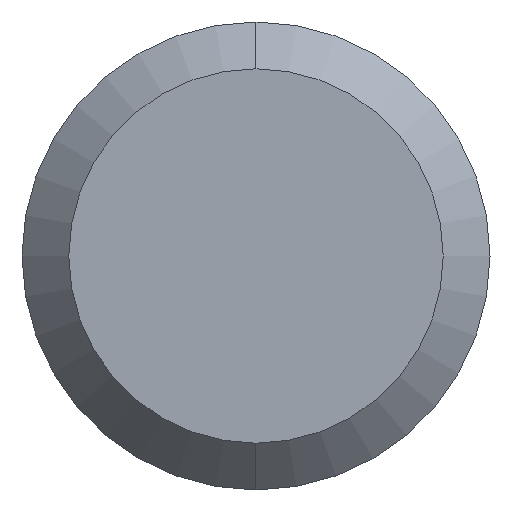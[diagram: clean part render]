
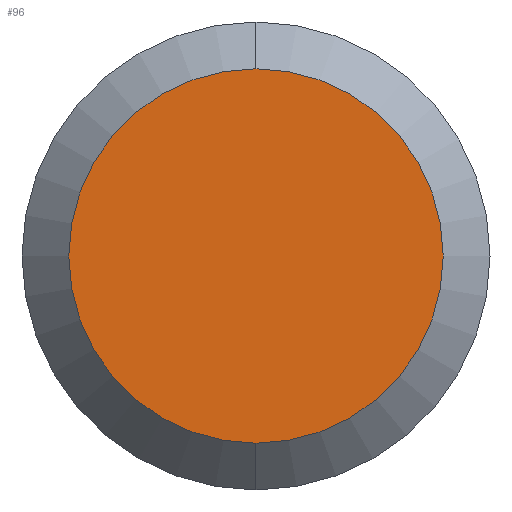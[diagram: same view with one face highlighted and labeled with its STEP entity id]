
A CAD part, left-side view. The second image highlights one B-rep face of the part: STEP entity #96.
In plain terms, the highlighted planar face has unit normal (-1, 0, 0).
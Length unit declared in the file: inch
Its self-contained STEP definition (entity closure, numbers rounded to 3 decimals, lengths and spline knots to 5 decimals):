
#9 = VERTEX_POINT ( 'NONE', #130 ) ;
#13 = VERTEX_POINT ( 'NONE', #154 ) ;
#14 = EDGE_CURVE ( 'NONE', #13, #9, #72, .T. ) ;
#46 = DIRECTION ( 'NONE',  ( 0., 0., -1. ) ) ;
#47 = DIRECTION ( 'NONE',  ( -1., 0., 0. ) ) ;
#48 = CARTESIAN_POINT ( 'NONE',  ( -1.5, 0., 0. ) ) ;
#49 = AXIS2_PLACEMENT_3D ( 'NONE', #48, #47, #46 ) ;
#68 = DIRECTION ( 'NONE',  ( 0., 0., -1. ) ) ;
#69 = DIRECTION ( 'NONE',  ( -1., 0., 0. ) ) ;
#70 = CARTESIAN_POINT ( 'NONE',  ( -1.5, 0., 0. ) ) ;
#71 = AXIS2_PLACEMENT_3D ( 'NONE', #70, #69, #68 ) ;
#72 = CIRCLE ( 'NONE', #71, 0.2 ) ;
#77 = EDGE_LOOP ( 'NONE', ( #135, #138 ) ) ;
#96 = ADVANCED_FACE ( 'NONE', ( #149 ), #148, .F. ) ;
#130 = CARTESIAN_POINT ( 'NONE',  ( -1.5, 0., -0.2 ) ) ;
#135 = ORIENTED_EDGE ( 'NONE', *, *, #137, .T. ) ;
#137 = EDGE_CURVE ( 'NONE', #9, #13, #160, .T. ) ;
#138 = ORIENTED_EDGE ( 'NONE', *, *, #14, .T. ) ;
#143 = DIRECTION ( 'NONE',  ( 0., 0., -1. ) ) ;
#144 = DIRECTION ( 'NONE',  ( 1., 0., 0. ) ) ;
#145 = CARTESIAN_POINT ( 'NONE',  ( -1.5, 0., 0. ) ) ;
#146 = AXIS2_PLACEMENT_3D ( 'NONE', #145, #144, #143 ) ;
#148 = PLANE ( 'NONE',  #146 ) ;
#149 = FACE_OUTER_BOUND ( 'NONE', #77, .T. ) ;
#154 = CARTESIAN_POINT ( 'NONE',  ( -1.5, 0., 0.2 ) ) ;
#160 = CIRCLE ( 'NONE', #49, 0.2 ) ;
